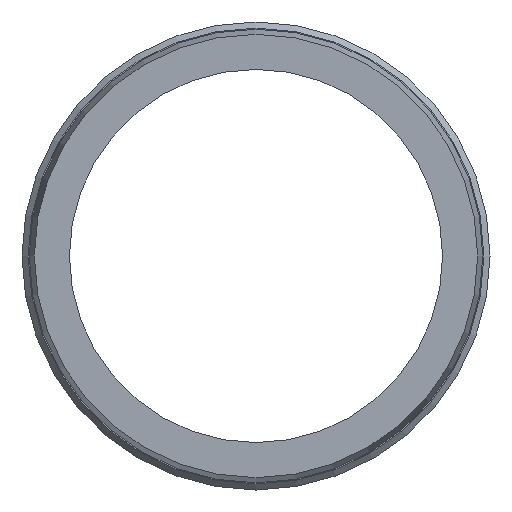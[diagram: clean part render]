
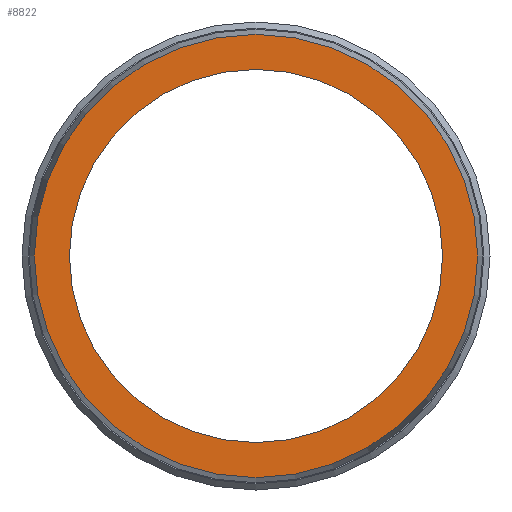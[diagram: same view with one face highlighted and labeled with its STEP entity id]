
A CAD part, front view. The second image highlights one B-rep face of the part: STEP entity #8822.
In plain terms, the highlighted planar face has unit normal (0, -1, 0).
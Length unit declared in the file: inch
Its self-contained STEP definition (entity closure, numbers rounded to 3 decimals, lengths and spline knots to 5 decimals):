
#162=CIRCLE('',#9314,0.905);
#163=CIRCLE('',#9315,0.905);
#164=CIRCLE('',#9317,1.07507);
#165=CIRCLE('',#9318,1.07507);
#214=FACE_BOUND('',#1516,.T.);
#1006=FACE_OUTER_BOUND('',#1515,.T.);
#1515=EDGE_LOOP('',(#7992,#7993));
#1516=EDGE_LOOP('',(#7994,#7995));
#4203=VERTEX_POINT('',#15306);
#4204=VERTEX_POINT('',#15308);
#4205=VERTEX_POINT('',#15312);
#4206=VERTEX_POINT('',#15313);
#5467=EDGE_CURVE('',#4204,#4203,#162,.T.);
#5468=EDGE_CURVE('',#4203,#4204,#163,.T.);
#5469=EDGE_CURVE('',#4205,#4206,#164,.T.);
#5470=EDGE_CURVE('',#4206,#4205,#165,.T.);
#7992=ORIENTED_EDGE('',*,*,#5469,.F.);
#7993=ORIENTED_EDGE('',*,*,#5470,.F.);
#7994=ORIENTED_EDGE('',*,*,#5467,.T.);
#7995=ORIENTED_EDGE('',*,*,#5468,.T.);
#8325=PLANE('',#9316);
#8822=ADVANCED_FACE('',(#1006,#214),#8325,.T.);
#9314=AXIS2_PLACEMENT_3D('',#15309,#11183,#11184);
#9315=AXIS2_PLACEMENT_3D('',#15310,#11185,#11186);
#9316=AXIS2_PLACEMENT_3D('',#15311,#11187,#11188);
#9317=AXIS2_PLACEMENT_3D('',#15314,#11189,#11190);
#9318=AXIS2_PLACEMENT_3D('',#15315,#11191,#11192);
#11183=DIRECTION('center_axis',(0.,1.,0.));
#11184=DIRECTION('ref_axis',(-1.,0.,0.));
#11185=DIRECTION('center_axis',(0.,1.,0.));
#11186=DIRECTION('ref_axis',(-1.,0.,0.));
#11187=DIRECTION('center_axis',(0.,-1.,0.));
#11188=DIRECTION('ref_axis',(0.,0.,-1.));
#11189=DIRECTION('center_axis',(0.,1.,0.));
#11190=DIRECTION('ref_axis',(-1.,0.,0.));
#11191=DIRECTION('center_axis',(0.,1.,0.));
#11192=DIRECTION('ref_axis',(-1.,0.,0.));
#15306=CARTESIAN_POINT('',(0.905,-7.95,0.));
#15308=CARTESIAN_POINT('',(-0.905,-7.95,0.));
#15309=CARTESIAN_POINT('Origin',(0.,-7.95,0.));
#15310=CARTESIAN_POINT('Origin',(0.,-7.95,0.));
#15311=CARTESIAN_POINT('Origin',(-0.99003,-7.95,0.));
#15312=CARTESIAN_POINT('',(-1.07507,-7.95,0.));
#15313=CARTESIAN_POINT('',(1.07507,-7.95,0.));
#15314=CARTESIAN_POINT('Origin',(0.,-7.95,0.));
#15315=CARTESIAN_POINT('Origin',(0.,-7.95,0.));
